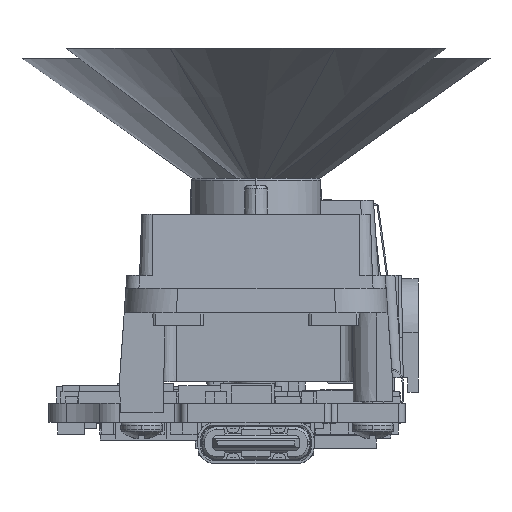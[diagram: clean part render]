
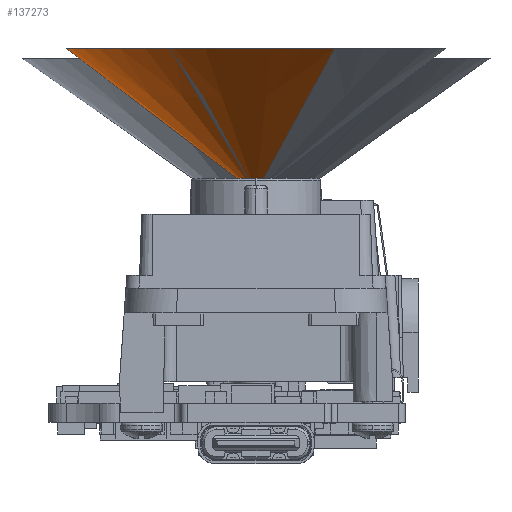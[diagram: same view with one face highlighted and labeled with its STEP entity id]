
A CAD part, left-side view. The second image highlights one B-rep face of the part: STEP entity #137273.
In plain terms, the highlighted conical face has half-angle 52.882 degrees and reference radius 7.48 mm.
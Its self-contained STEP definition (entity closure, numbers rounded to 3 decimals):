
#137205=DIRECTION('',(-0.726,-0.33,0.603));
#137206=VECTOR('',#137205,18.394);
#137207=CARTESIAN_POINT('',(0.083,-0.002,11.88));
#137208=LINE('',#137207,#137206);
#137212=DIRECTION('',(0.726,0.33,0.603));
#137213=VECTOR('',#137212,18.394);
#137214=CARTESIAN_POINT('',(0.083,-0.002,11.88));
#137215=LINE('',#137214,#137213);
#137227=CARTESIAN_POINT('',(0.083,-0.002,22.98));
#137228=DIRECTION('',(0.,0.,-1.));
#137229=DIRECTION('',(-0.91,-0.414,0.));
#137230=AXIS2_PLACEMENT_3D('',#137227,#137228,#137229);
#137235=CARTESIAN_POINT('',(0.083,-0.002,11.88));
#137236=CARTESIAN_POINT('',(-13.271,-6.067,22.98));
#137237=VERTEX_POINT('',#137235);
#137238=VERTEX_POINT('',#137236);
#137239=CARTESIAN_POINT('',(13.437,6.064,22.98));
#137240=VERTEX_POINT('',#137239);
#137262=CARTESIAN_POINT('',(0.083,-0.002,17.541));
#137263=DIRECTION('',(0.,0.,1.));
#137264=DIRECTION('',(0.91,0.414,0.));
#137265=AXIS2_PLACEMENT_3D('',#137262,#137263,#137264);
#137266=CONICAL_SURFACE('',#137265,7.48,52.882);
#137267=ORIENTED_EDGE('',*,*,#137246,.T.);
#137269=ORIENTED_EDGE('',*,*,#137268,.T.);
#137270=ORIENTED_EDGE('',*,*,#137248,.F.);
#137271=EDGE_LOOP('',(#137267,#137269,#137270));
#137272=FACE_OUTER_BOUND('',#137271,.F.);
#137273=ADVANCED_FACE('',(#137272),#137266,.F.);
#137231=CIRCLE('',#137230,14.667);
#137246=EDGE_CURVE('',#137237,#137238,#137208,.T.);
#137248=EDGE_CURVE('',#137237,#137240,#137215,.T.);
#137268=EDGE_CURVE('',#137238,#137240,#137231,.T.);
